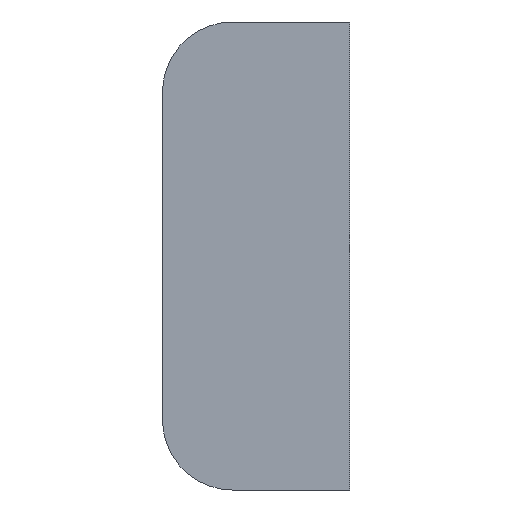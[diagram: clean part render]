
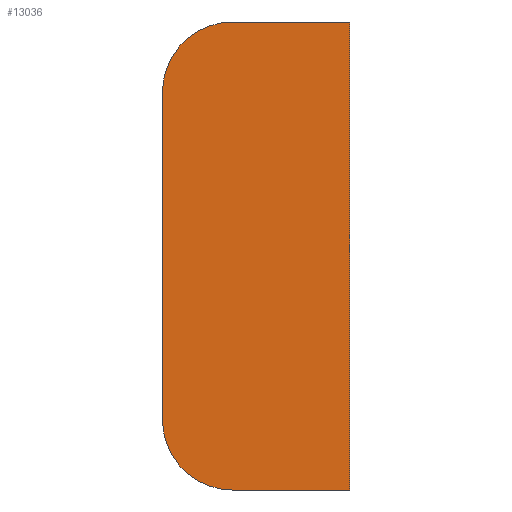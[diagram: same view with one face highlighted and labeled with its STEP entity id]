
A CAD part, left-side view. The second image highlights one B-rep face of the part: STEP entity #13036.
In plain terms, the highlighted planar face has unit normal (-1, 0, 0).
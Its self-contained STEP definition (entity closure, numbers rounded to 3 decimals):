
#10=DIRECTION('',(0.,-1.,0.));
#11=VECTOR('',#10,2.5);
#12=CARTESIAN_POINT('',(-9.975,8.5,5.));
#13=LINE('',#12,#11);
#2872=DIRECTION('',(0.,0.,-1.));
#2873=VECTOR('',#2872,7.);
#2874=CARTESIAN_POINT('',(-9.975,10.,3.5));
#2875=LINE('',#2874,#2873);
#2902=DIRECTION('',(0.,0.,1.));
#2903=VECTOR('',#2902,10.);
#2904=CARTESIAN_POINT('',(-9.975,6.,-5.));
#2905=LINE('',#2904,#2903);
#2923=DIRECTION('',(0.,-1.,0.));
#2924=VECTOR('',#2923,2.5);
#2925=CARTESIAN_POINT('',(-9.975,8.5,-5.));
#2926=LINE('',#2925,#2924);
#2935=CARTESIAN_POINT('',(-9.975,8.5,-3.5));
#2936=DIRECTION('',(-1.,0.,0.));
#2937=DIRECTION('',(0.,1.,0.));
#2938=AXIS2_PLACEMENT_3D('',#2935,#2936,#2937);
#2945=CARTESIAN_POINT('',(-9.975,8.5,3.5));
#2946=DIRECTION('',(1.,0.,0.));
#2947=DIRECTION('',(0.,1.,0.));
#2948=AXIS2_PLACEMENT_3D('',#2945,#2946,#2947);
#11287=CARTESIAN_POINT('',(-9.975,8.5,5.));
#11289=VERTEX_POINT('',#11287);
#11291=CARTESIAN_POINT('',(-9.975,10.,3.5));
#11293=VERTEX_POINT('',#11291);
#11296=CARTESIAN_POINT('',(-9.975,10.,-3.5));
#11298=VERTEX_POINT('',#11296);
#11300=CARTESIAN_POINT('',(-9.975,8.5,-5.));
#11302=VERTEX_POINT('',#11300);
#11303=CARTESIAN_POINT('',(-9.975,6.,5.));
#11304=VERTEX_POINT('',#11303);
#11307=CARTESIAN_POINT('',(-9.975,6.,-5.));
#11308=VERTEX_POINT('',#11307);
#13022=CARTESIAN_POINT('',(-9.975,10.,-5.));
#13023=DIRECTION('',(1.,0.,0.));
#13024=DIRECTION('',(0.,-1.,0.));
#13025=AXIS2_PLACEMENT_3D('',#13022,#13023,#13024);
#13026=PLANE('',#13025);
#13027=ORIENTED_EDGE('',*,*,#11720,.F.);
#13029=ORIENTED_EDGE('',*,*,#13028,.T.);
#13030=ORIENTED_EDGE('',*,*,#11320,.T.);
#13031=ORIENTED_EDGE('',*,*,#12947,.F.);
#13032=ORIENTED_EDGE('',*,*,#12987,.F.);
#13033=ORIENTED_EDGE('',*,*,#13015,.F.);
#13034=EDGE_LOOP('',(#13027,#13029,#13030,#13031,#13032,#13033));
#13035=FACE_OUTER_BOUND('',#13034,.F.);
#13036=ADVANCED_FACE('',(#13035),#13026,.F.);
#2939=CIRCLE('',#2938,1.5);
#2949=CIRCLE('',#2948,1.5);
#11320=EDGE_CURVE('',#11289,#11304,#13,.T.);
#11720=EDGE_CURVE('',#11293,#11298,#2875,.T.);
#12947=EDGE_CURVE('',#11308,#11304,#2905,.T.);
#12987=EDGE_CURVE('',#11302,#11308,#2926,.T.);
#13015=EDGE_CURVE('',#11298,#11302,#2939,.T.);
#13028=EDGE_CURVE('',#11293,#11289,#2949,.T.);
